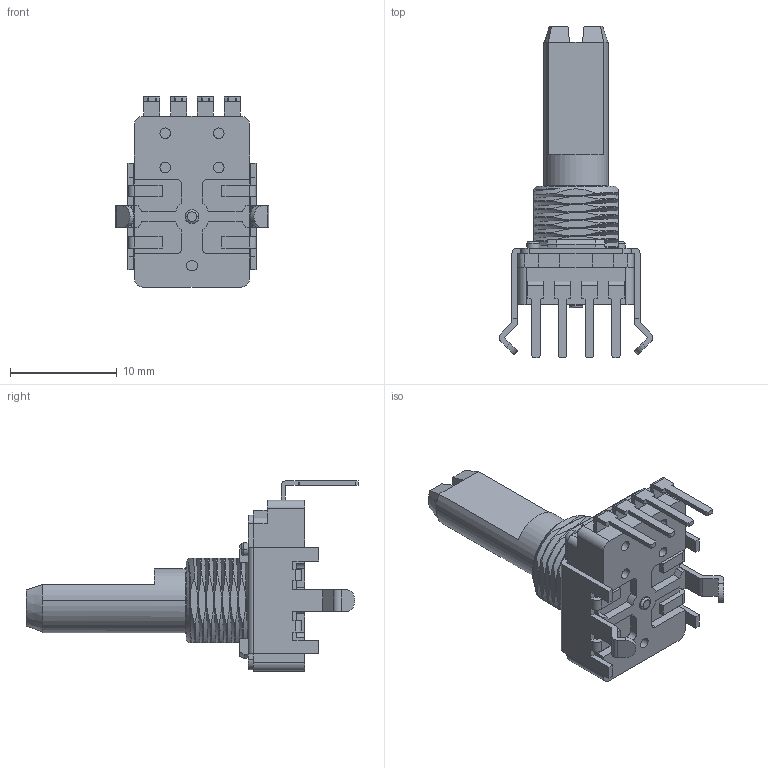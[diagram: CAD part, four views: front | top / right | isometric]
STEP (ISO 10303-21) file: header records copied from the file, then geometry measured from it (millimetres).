
FILE_DESCRIPTION((''),'2;1');
FILE_NAME('PTV111-3220A','2015-05-20T',('RICKB'),('Bourns, Inc.'),'PRO/ENGINEER BY PARAMETRIC TECHNOLOGY CORPORATION, 2012230','PRO/ENGINEER BY PARAMETRIC TECHNOLOGY CORPORATION, 2012230','');
FILE_SCHEMA(('CONFIG_CONTROL_DESIGN'));
Length unit declared in the file: millimetre
Products named in the file (1): PTV111-3220A
Bounding box: 14.4 x 31.1 x 17.8 mm (x, y, z)
Volume: 1584.3 mm3; surface area: 1594.9 mm2
Topology: 1 solids, 1 shells, 353 faces, 1002 edges, 654 vertices
Faces by surface type: plane 234, cylinder 98, cone 9, bspline 6, torus 6
Entity records: 13446 total; most frequent: CARTESIAN_POINT 4395, ORIENTED_EDGE 2004, DIRECTION 1712, EDGE_CURVE 1002, VECTOR 658, LINE 658, VERTEX_POINT 654, AXIS2_PLACEMENT_3D 527
